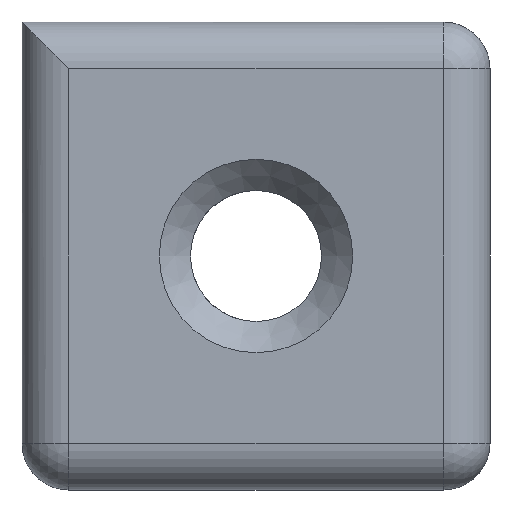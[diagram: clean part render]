
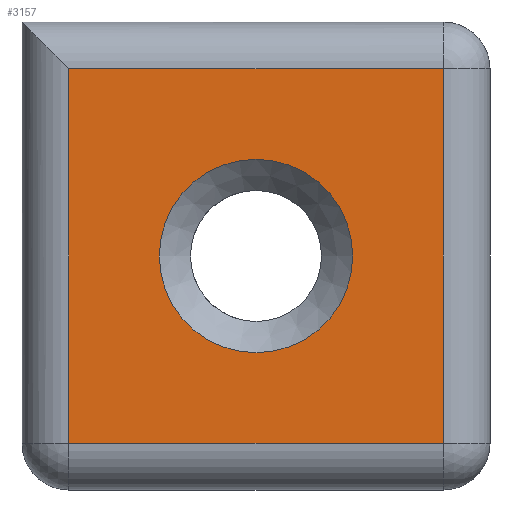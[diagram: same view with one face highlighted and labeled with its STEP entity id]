
A CAD part, front view. The second image highlights one B-rep face of the part: STEP entity #3157.
In plain terms, the highlighted planar face has unit normal (0, -1, 0).
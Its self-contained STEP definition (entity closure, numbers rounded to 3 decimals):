
#585 = CONICAL_SURFACE('',#586,2.1,0.785);
#586 = AXIS2_PLACEMENT_3D('',#587,#588,#589);
#587 = CARTESIAN_POINT('',(0.,-14.,7.5));
#588 = DIRECTION('',(0.,-1.,0.));
#589 = DIRECTION('',(1.,0.,0.));
#1012 = CYLINDRICAL_SURFACE('',#1013,1.5);
#1013 = AXIS2_PLACEMENT_3D('',#1014,#1015,#1016);
#1014 = CARTESIAN_POINT('',(7.5,-13.5,1.5));
#1015 = DIRECTION('',(-1.,0.,0.));
#1016 = DIRECTION('',(0.,0.,-1.));
#1165 = CYLINDRICAL_SURFACE('',#1166,1.5);
#1166 = AXIS2_PLACEMENT_3D('',#1167,#1168,#1169);
#1167 = CARTESIAN_POINT('',(-6.,-13.5,0.));
#1168 = DIRECTION('',(0.,0.,1.));
#1169 = DIRECTION('',(-1.,0.,0.));
#1453 = CYLINDRICAL_SURFACE('',#1454,1.5);
#1454 = AXIS2_PLACEMENT_3D('',#1455,#1456,#1457);
#1455 = CARTESIAN_POINT('',(6.,-13.5,0.));
#1456 = DIRECTION('',(0.,0.,1.));
#1457 = DIRECTION('',(1.,0.,0.));
#1512 = CYLINDRICAL_SURFACE('',#1513,1.5);
#1513 = AXIS2_PLACEMENT_3D('',#1514,#1515,#1516);
#1514 = CARTESIAN_POINT('',(7.5,-13.5,13.5));
#1515 = DIRECTION('',(-1.,0.,0.));
#1516 = DIRECTION('',(0.,0.,1.));
#1710 = VERTEX_POINT('',#1711);
#1711 = CARTESIAN_POINT('',(3.1,-15.,7.5));
#1734 = EDGE_CURVE('',#1710,#1710,#1735,.T.);
#1735 = SURFACE_CURVE('',#1736,(#1741,#1748),.PCURVE_S1.);
#1736 = CIRCLE('',#1737,3.1);
#1737 = AXIS2_PLACEMENT_3D('',#1738,#1739,#1740);
#1738 = CARTESIAN_POINT('',(0.,-15.,7.5));
#1739 = DIRECTION('',(0.,-1.,0.));
#1740 = DIRECTION('',(1.,0.,0.));
#1741 = PCURVE('',#585,#1742);
#1742 = DEFINITIONAL_REPRESENTATION('',(#1743),#1747);
#1743 = LINE('',#1744,#1745);
#1744 = CARTESIAN_POINT('',(0.,1.));
#1745 = VECTOR('',#1746,1.);
#1746 = DIRECTION('',(1.,0.));
#1747 = ( GEOMETRIC_REPRESENTATION_CONTEXT(2) 
PARAMETRIC_REPRESENTATION_CONTEXT() REPRESENTATION_CONTEXT('2D SPACE',''
  ) );
#1748 = PCURVE('',#1749,#1754);
#1749 = PLANE('',#1750);
#1750 = AXIS2_PLACEMENT_3D('',#1751,#1752,#1753);
#1751 = CARTESIAN_POINT('',(7.5,-15.,0.));
#1752 = DIRECTION('',(0.,-1.,0.));
#1753 = DIRECTION('',(-1.,0.,0.));
#1754 = DEFINITIONAL_REPRESENTATION('',(#1755),#1759);
#1755 = CIRCLE('',#1756,3.1);
#1756 = AXIS2_PLACEMENT_2D('',#1757,#1758);
#1757 = CARTESIAN_POINT('',(7.5,-7.5));
#1758 = DIRECTION('',(-1.,-0.));
#1759 = ( GEOMETRIC_REPRESENTATION_CONTEXT(2) 
PARAMETRIC_REPRESENTATION_CONTEXT() REPRESENTATION_CONTEXT('2D SPACE',''
  ) );
#2386 = VERTEX_POINT('',#2387);
#2387 = CARTESIAN_POINT('',(6.,-15.,1.5));
#2414 = EDGE_CURVE('',#2386,#2415,#2417,.T.);
#2415 = VERTEX_POINT('',#2416);
#2416 = CARTESIAN_POINT('',(-6.,-15.,1.5));
#2417 = SURFACE_CURVE('',#2418,(#2422,#2429),.PCURVE_S1.);
#2418 = LINE('',#2419,#2420);
#2419 = CARTESIAN_POINT('',(7.5,-15.,1.5));
#2420 = VECTOR('',#2421,1.);
#2421 = DIRECTION('',(-1.,0.,0.));
#2422 = PCURVE('',#1012,#2423);
#2423 = DEFINITIONAL_REPRESENTATION('',(#2424),#2428);
#2424 = LINE('',#2425,#2426);
#2425 = CARTESIAN_POINT('',(1.571,0.));
#2426 = VECTOR('',#2427,1.);
#2427 = DIRECTION('',(0.,1.));
#2428 = ( GEOMETRIC_REPRESENTATION_CONTEXT(2) 
PARAMETRIC_REPRESENTATION_CONTEXT() REPRESENTATION_CONTEXT('2D SPACE',''
  ) );
#2429 = PCURVE('',#1749,#2430);
#2430 = DEFINITIONAL_REPRESENTATION('',(#2431),#2435);
#2431 = LINE('',#2432,#2433);
#2432 = CARTESIAN_POINT('',(0.,-1.5));
#2433 = VECTOR('',#2434,1.);
#2434 = DIRECTION('',(1.,0.));
#2435 = ( GEOMETRIC_REPRESENTATION_CONTEXT(2) 
PARAMETRIC_REPRESENTATION_CONTEXT() REPRESENTATION_CONTEXT('2D SPACE',''
  ) );
#2561 = EDGE_CURVE('',#2415,#2562,#2564,.T.);
#2562 = VERTEX_POINT('',#2563);
#2563 = CARTESIAN_POINT('',(-6.,-15.,13.5));
#2564 = SURFACE_CURVE('',#2565,(#2569,#2576),.PCURVE_S1.);
#2565 = LINE('',#2566,#2567);
#2566 = CARTESIAN_POINT('',(-6.,-15.,0.));
#2567 = VECTOR('',#2568,1.);
#2568 = DIRECTION('',(0.,0.,1.));
#2569 = PCURVE('',#1165,#2570);
#2570 = DEFINITIONAL_REPRESENTATION('',(#2571),#2575);
#2571 = LINE('',#2572,#2573);
#2572 = CARTESIAN_POINT('',(1.571,0.));
#2573 = VECTOR('',#2574,1.);
#2574 = DIRECTION('',(0.,1.));
#2575 = ( GEOMETRIC_REPRESENTATION_CONTEXT(2) 
PARAMETRIC_REPRESENTATION_CONTEXT() REPRESENTATION_CONTEXT('2D SPACE',''
  ) );
#2576 = PCURVE('',#1749,#2577);
#2577 = DEFINITIONAL_REPRESENTATION('',(#2578),#2582);
#2578 = LINE('',#2579,#2580);
#2579 = CARTESIAN_POINT('',(13.5,0.));
#2580 = VECTOR('',#2581,1.);
#2581 = DIRECTION('',(0.,-1.));
#2582 = ( GEOMETRIC_REPRESENTATION_CONTEXT(2) 
PARAMETRIC_REPRESENTATION_CONTEXT() REPRESENTATION_CONTEXT('2D SPACE',''
  ) );
#3031 = EDGE_CURVE('',#2386,#3032,#3034,.T.);
#3032 = VERTEX_POINT('',#3033);
#3033 = CARTESIAN_POINT('',(6.,-15.,13.5));
#3034 = SURFACE_CURVE('',#3035,(#3039,#3046),.PCURVE_S1.);
#3035 = LINE('',#3036,#3037);
#3036 = CARTESIAN_POINT('',(6.,-15.,0.));
#3037 = VECTOR('',#3038,1.);
#3038 = DIRECTION('',(0.,0.,1.));
#3039 = PCURVE('',#1453,#3040);
#3040 = DEFINITIONAL_REPRESENTATION('',(#3041),#3045);
#3041 = LINE('',#3042,#3043);
#3042 = CARTESIAN_POINT('',(-1.571,0.));
#3043 = VECTOR('',#3044,1.);
#3044 = DIRECTION('',(-0.,1.));
#3045 = ( GEOMETRIC_REPRESENTATION_CONTEXT(2) 
PARAMETRIC_REPRESENTATION_CONTEXT() REPRESENTATION_CONTEXT('2D SPACE',''
  ) );
#3046 = PCURVE('',#1749,#3047);
#3047 = DEFINITIONAL_REPRESENTATION('',(#3048),#3052);
#3048 = LINE('',#3049,#3050);
#3049 = CARTESIAN_POINT('',(1.5,0.));
#3050 = VECTOR('',#3051,1.);
#3051 = DIRECTION('',(0.,-1.));
#3052 = ( GEOMETRIC_REPRESENTATION_CONTEXT(2) 
PARAMETRIC_REPRESENTATION_CONTEXT() REPRESENTATION_CONTEXT('2D SPACE',''
  ) );
#3135 = EDGE_CURVE('',#3032,#2562,#3136,.T.);
#3136 = SURFACE_CURVE('',#3137,(#3141,#3148),.PCURVE_S1.);
#3137 = LINE('',#3138,#3139);
#3138 = CARTESIAN_POINT('',(7.5,-15.,13.5));
#3139 = VECTOR('',#3140,1.);
#3140 = DIRECTION('',(-1.,0.,0.));
#3141 = PCURVE('',#1512,#3142);
#3142 = DEFINITIONAL_REPRESENTATION('',(#3143),#3147);
#3143 = LINE('',#3144,#3145);
#3144 = CARTESIAN_POINT('',(-1.571,0.));
#3145 = VECTOR('',#3146,1.);
#3146 = DIRECTION('',(-0.,1.));
#3147 = ( GEOMETRIC_REPRESENTATION_CONTEXT(2) 
PARAMETRIC_REPRESENTATION_CONTEXT() REPRESENTATION_CONTEXT('2D SPACE',''
  ) );
#3148 = PCURVE('',#1749,#3149);
#3149 = DEFINITIONAL_REPRESENTATION('',(#3150),#3154);
#3150 = LINE('',#3151,#3152);
#3151 = CARTESIAN_POINT('',(0.,-13.5));
#3152 = VECTOR('',#3153,1.);
#3153 = DIRECTION('',(1.,0.));
#3154 = ( GEOMETRIC_REPRESENTATION_CONTEXT(2) 
PARAMETRIC_REPRESENTATION_CONTEXT() REPRESENTATION_CONTEXT('2D SPACE',''
  ) );
#3157 = ADVANCED_FACE('',(#3158,#3161),#1749,.T.);
#3158 = FACE_BOUND('',#3159,.T.);
#3159 = EDGE_LOOP('',(#3160));
#3160 = ORIENTED_EDGE('',*,*,#1734,.F.);
#3161 = FACE_BOUND('',#3162,.T.);
#3162 = EDGE_LOOP('',(#3163,#3164,#3165,#3166));
#3163 = ORIENTED_EDGE('',*,*,#2414,.F.);
#3164 = ORIENTED_EDGE('',*,*,#3031,.T.);
#3165 = ORIENTED_EDGE('',*,*,#3135,.T.);
#3166 = ORIENTED_EDGE('',*,*,#2561,.F.);
